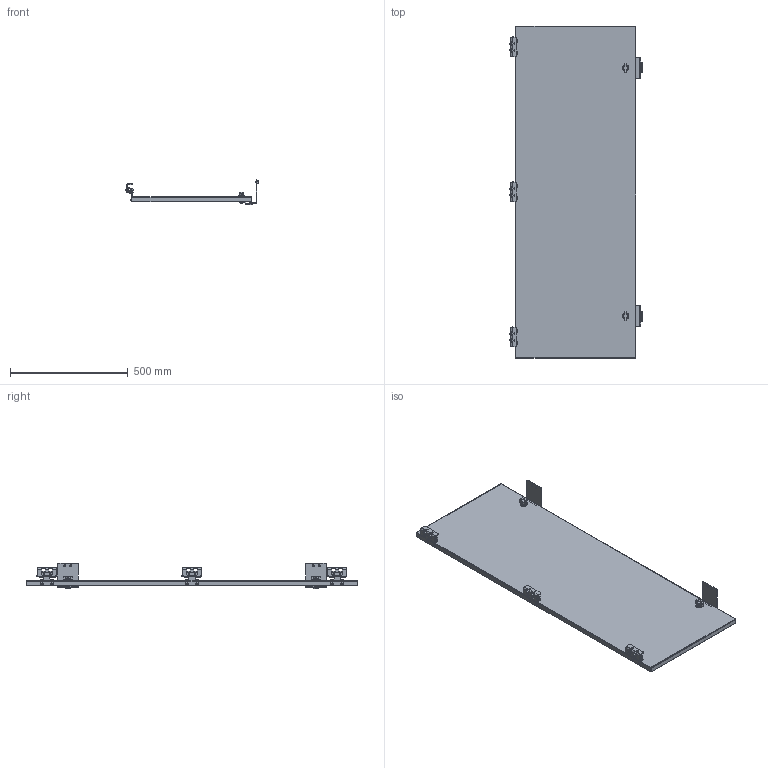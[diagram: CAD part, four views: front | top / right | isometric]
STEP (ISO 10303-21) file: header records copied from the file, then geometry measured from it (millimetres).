
FILE_DESCRIPTION (( 'STEP AP214' ), '1' );
FILE_NAME ('SCE-DF60EL48.STEP', '2022-07-26T11:47:01', ( '' ), ( '' ), 'SwSTEP 2.0', 'SolidWorks 2021', '' );
FILE_SCHEMA (( 'AUTOMOTIVE_DESIGN' ));
Length unit declared in the file: inch
Products named in the file (1): SCE-DF60EL48
Bounding box: 564.98 x 1409.7 x 109.71 mm (x, y, z)
Volume: 1408148.4 mm3; surface area: 1760786.2 mm2
Topology: 57 solids, 57 shells, 2216 faces, 5609 edges, 3435 vertices
Faces by surface type: plane 1094, cylinder 669, bspline 233, torus 133, cone 62, sphere 25
Full cylindrical faces by diameter (mm): 3.962 x3, 4.318 x10, 4.369 x10, 4.775 x6, 4.826 x6, 4.978 x9, 5 x2, 5.334 x6, 5.5 x2, 5.639 x6, 6.198 x10, 6.325 x6, 6.35 x16, 6.756 x6, 8.636 x6, 9.474 x6, 9.9 x2, 10 x2, 11 x2, 12.8 x2, 13.5 x2, 16 x4, 16.1 x2, 19.8 x2, 28 x2
Entity records: 73255 total; most frequent: CARTESIAN_POINT 22710, ORIENTED_EDGE 10258, DIRECTION 9910, EDGE_CURVE 5129, AXIS2_PLACEMENT_3D 3518, VERTEX_POINT 3333, LINE 2874, VECTOR 2874
